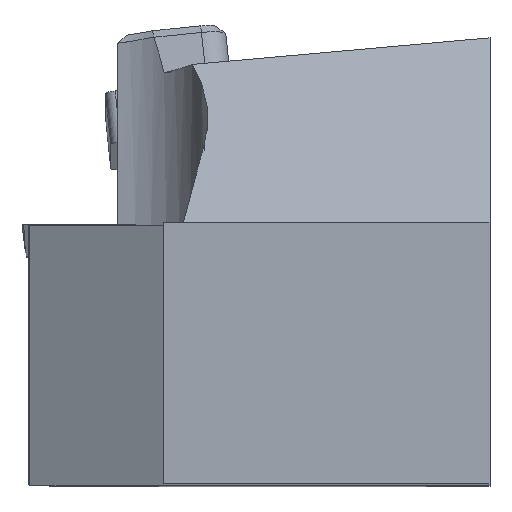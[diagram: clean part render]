
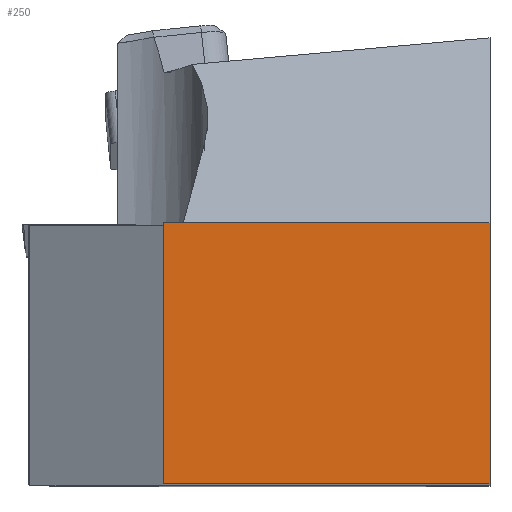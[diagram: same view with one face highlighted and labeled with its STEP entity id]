
A CAD part, top view. The second image highlights one B-rep face of the part: STEP entity #250.
In plain terms, the highlighted planar face has unit normal (0, 0, 1).
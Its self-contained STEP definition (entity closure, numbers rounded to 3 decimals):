
#250=ADVANCED_FACE('',(#442),#335,.F.);
#335=PLANE('',#2210);
#442=FACE_OUTER_BOUND('',#550,.T.);
#550=EDGE_LOOP('',(#1110,#1111,#1112,#1113));
#1110=ORIENTED_EDGE('',*,*,#1579,.F.);
#1111=ORIENTED_EDGE('',*,*,#1575,.T.);
#1112=ORIENTED_EDGE('',*,*,#1585,.F.);
#1113=ORIENTED_EDGE('',*,*,#1582,.T.);
#1296=VERTEX_POINT('',#3462);
#1297=VERTEX_POINT('',#3463);
#1300=VERTEX_POINT('',#3471);
#1302=VERTEX_POINT('',#3477);
#1575=EDGE_CURVE('',#1296,#1297,#1800,.T.);
#1579=EDGE_CURVE('',#1296,#1300,#1804,.T.);
#1582=EDGE_CURVE('',#1302,#1300,#1807,.T.);
#1585=EDGE_CURVE('',#1302,#1297,#1810,.T.);
#1800=LINE('',#3461,#2025);
#1804=LINE('',#3470,#2029);
#1807=LINE('',#3476,#2032);
#1810=LINE('',#3482,#2035);
#2025=VECTOR('',#2715,1.);
#2029=VECTOR('',#2721,1.);
#2032=VECTOR('',#2726,1.);
#2035=VECTOR('',#2731,1.);
#2210=AXIS2_PLACEMENT_3D('',#3485,#2735,#2736);
#2715=DIRECTION('',(0.,1.,0.));
#2721=DIRECTION('',(-1.,0.,0.));
#2726=DIRECTION('',(0.,-1.,0.));
#2731=DIRECTION('',(1.,0.,0.));
#2735=DIRECTION('',(0.,0.,-1.));
#2736=DIRECTION('',(0.,1.,0.));
#3461=CARTESIAN_POINT('',(19.95,-72.9,114.));
#3462=CARTESIAN_POINT('',(19.95,-31.9,114.));
#3463=CARTESIAN_POINT('',(19.95,0.,114.));
#3470=CARTESIAN_POINT('',(19.95,-31.9,114.));
#3471=CARTESIAN_POINT('',(-19.95,-31.9,114.));
#3476=CARTESIAN_POINT('',(-19.95,-72.9,114.));
#3477=CARTESIAN_POINT('',(-19.95,0.,114.));
#3482=CARTESIAN_POINT('',(19.95,0.,114.));
#3485=CARTESIAN_POINT('',(19.95,-72.9,114.));
